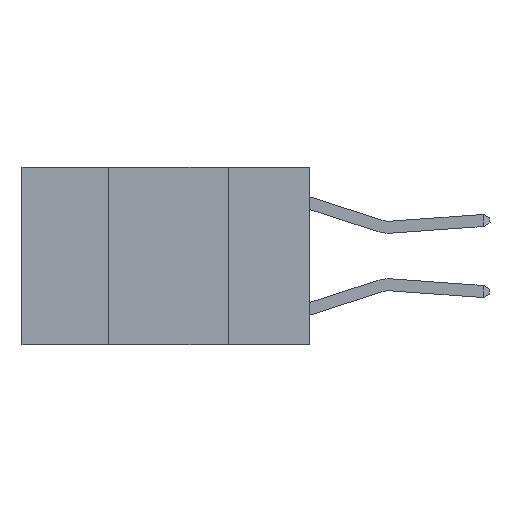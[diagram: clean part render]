
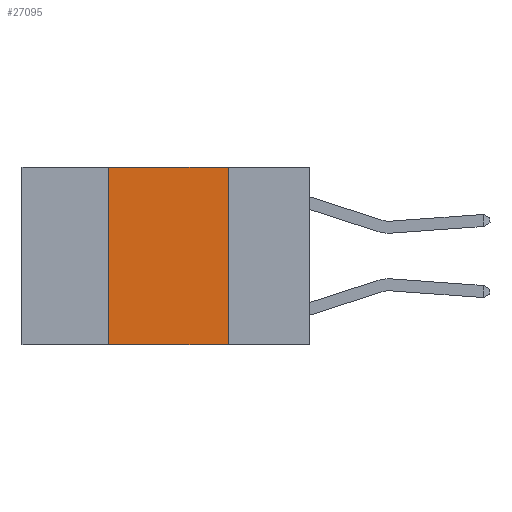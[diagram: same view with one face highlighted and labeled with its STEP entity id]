
A CAD part, left-side view. The second image highlights one B-rep face of the part: STEP entity #27095.
In plain terms, the highlighted planar face has unit normal (-1, 0, 0).
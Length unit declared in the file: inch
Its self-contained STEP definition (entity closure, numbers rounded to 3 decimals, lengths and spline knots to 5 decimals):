
#192 = CARTESIAN_POINT ( 'NONE',  ( 0., 0.6, -0.37 ) ) ;
#644 = CARTESIAN_POINT ( 'NONE',  ( 0., 0.6, 0. ) ) ;
#1295 = VECTOR ( 'NONE', #16981, 39.37008 ) ;
#2204 = VECTOR ( 'NONE', #15006, 39.37008 ) ;
#2461 = AXIS2_PLACEMENT_3D ( 'NONE', #22609, #8316, #24988 ) ;
#5411 = ORIENTED_EDGE ( 'NONE', *, *, #24498, .T. ) ;
#5921 = PLANE ( 'NONE',  #2461 ) ;
#7811 = LINE ( 'NONE', #644, #2204 ) ;
#7936 = VERTEX_POINT ( 'NONE', #10302 ) ;
#8316 = DIRECTION ( 'NONE',  ( 1., 0., 0. ) ) ;
#10302 = CARTESIAN_POINT ( 'NONE',  ( 0., 0.42, 0. ) ) ;
#11314 = VECTOR ( 'NONE', #25947, 39.37008 ) ;
#11755 = CARTESIAN_POINT ( 'NONE',  ( 0., 0.17, 0. ) ) ;
#11906 = CARTESIAN_POINT ( 'NONE',  ( 0., 0.17, 0. ) ) ;
#12085 = LINE ( 'NONE', #21343, #11314 ) ;
#15006 = DIRECTION ( 'NONE',  ( 0., -1., 0. ) ) ;
#15523 = LINE ( 'NONE', #11755, #21858 ) ;
#16981 = DIRECTION ( 'NONE',  ( 0., -1., 0. ) ) ;
#17232 = EDGE_CURVE ( 'NONE', #21447, #29261, #15523, .T. ) ;
#18766 = CARTESIAN_POINT ( 'NONE',  ( 0., 0.17, -0.37 ) ) ;
#19535 = ORIENTED_EDGE ( 'NONE', *, *, #26163, .F. ) ;
#20118 = VERTEX_POINT ( 'NONE', #26371 ) ;
#20222 = EDGE_CURVE ( 'NONE', #7936, #21447, #7811, .T. ) ;
#20924 = EDGE_LOOP ( 'NONE', ( #21418, #28707, #19535, #5411 ) ) ;
#21343 = CARTESIAN_POINT ( 'NONE',  ( 0., 0.42, 0. ) ) ;
#21418 = ORIENTED_EDGE ( 'NONE', *, *, #17232, .F. ) ;
#21447 = VERTEX_POINT ( 'NONE', #11906 ) ;
#21858 = VECTOR ( 'NONE', #28288, 39.37008 ) ;
#22428 = FACE_OUTER_BOUND ( 'NONE', #20924, .T. ) ;
#22609 = CARTESIAN_POINT ( 'NONE',  ( 0., 0.6, 0. ) ) ;
#24498 = EDGE_CURVE ( 'NONE', #20118, #29261, #26624, .T. ) ;
#24988 = DIRECTION ( 'NONE',  ( 0., 0., -1. ) ) ;
#25947 = DIRECTION ( 'NONE',  ( 0., 0., 1. ) ) ;
#26163 = EDGE_CURVE ( 'NONE', #20118, #7936, #12085, .T. ) ;
#26371 = CARTESIAN_POINT ( 'NONE',  ( 0., 0.42, -0.37 ) ) ;
#26624 = LINE ( 'NONE', #192, #1295 ) ;
#27095 = ADVANCED_FACE ( 'NONE', ( #22428 ), #5921, .F. ) ;
#28288 = DIRECTION ( 'NONE',  ( 0., 0., -1. ) ) ;
#28707 = ORIENTED_EDGE ( 'NONE', *, *, #20222, .F. ) ;
#29261 = VERTEX_POINT ( 'NONE', #18766 ) ;
